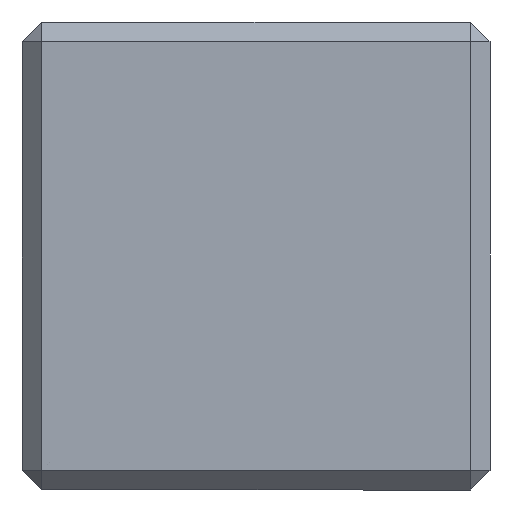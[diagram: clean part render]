
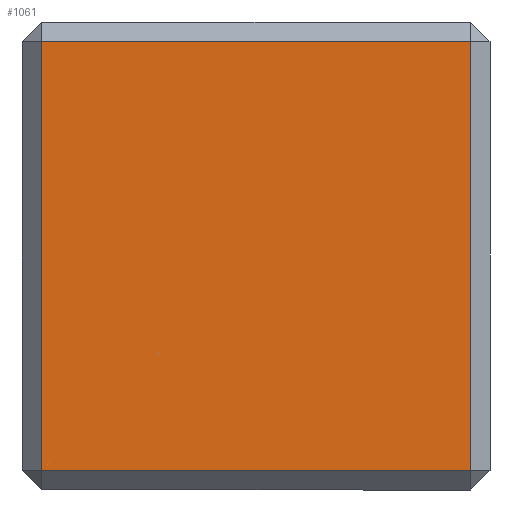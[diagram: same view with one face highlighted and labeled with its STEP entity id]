
A CAD part, front view. The second image highlights one B-rep face of the part: STEP entity #1061.
In plain terms, the highlighted planar face has unit normal (0, -1, 0).
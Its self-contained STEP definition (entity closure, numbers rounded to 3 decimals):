
#2 = DIRECTION ( 'NONE',  ( 0., 0., 1. ) ) ;
#19 = FACE_OUTER_BOUND ( 'NONE', #1049, .T. ) ;
#57 = CARTESIAN_POINT ( 'NONE',  ( 0.5, 0., 0. ) ) ;
#61 = ORIENTED_EDGE ( 'NONE', *, *, #442, .T. ) ;
#141 = LINE ( 'NONE', #1089, #1081 ) ;
#153 = LINE ( 'NONE', #57, #315 ) ;
#176 = CARTESIAN_POINT ( 'NONE',  ( 0., 0., -0.5 ) ) ;
#205 = VERTEX_POINT ( 'NONE', #1279 ) ;
#315 = VECTOR ( 'NONE', #572, 1000. ) ;
#351 = PLANE ( 'NONE',  #504 ) ;
#375 = ORIENTED_EDGE ( 'NONE', *, *, #630, .T. ) ;
#440 = DIRECTION ( 'NONE',  ( 1., 0., 0. ) ) ;
#442 = EDGE_CURVE ( 'NONE', #957, #205, #141, .T. ) ;
#454 = CARTESIAN_POINT ( 'NONE',  ( 0., 0., -11.5 ) ) ;
#471 = DIRECTION ( 'NONE',  ( 0., 1., 0. ) ) ;
#485 = VERTEX_POINT ( 'NONE', #1213 ) ;
#500 = ORIENTED_EDGE ( 'NONE', *, *, #1125, .T. ) ;
#504 = AXIS2_PLACEMENT_3D ( 'NONE', #1044, #471, #1244 ) ;
#572 = DIRECTION ( 'NONE',  ( 0., 0., -1. ) ) ;
#630 = EDGE_CURVE ( 'NONE', #205, #485, #903, .T. ) ;
#728 = LINE ( 'NONE', #454, #885 ) ;
#745 = CARTESIAN_POINT ( 'NONE',  ( 11.5, 0., -11.5 ) ) ;
#805 = VERTEX_POINT ( 'NONE', #1129 ) ;
#834 = EDGE_CURVE ( 'NONE', #805, #957, #728, .T. ) ;
#842 = VECTOR ( 'NONE', #878, 1000. ) ;
#878 = DIRECTION ( 'NONE',  ( -1., 0., 0. ) ) ;
#885 = VECTOR ( 'NONE', #440, 1000. ) ;
#903 = LINE ( 'NONE', #176, #842 ) ;
#955 = ORIENTED_EDGE ( 'NONE', *, *, #834, .T. ) ;
#957 = VERTEX_POINT ( 'NONE', #745 ) ;
#1044 = CARTESIAN_POINT ( 'NONE',  ( 0., 0., 0. ) ) ;
#1049 = EDGE_LOOP ( 'NONE', ( #500, #955, #61, #375 ) ) ;
#1061 = ADVANCED_FACE ( 'NONE', ( #19 ), #351, .F. ) ;
#1081 = VECTOR ( 'NONE', #2, 1000. ) ;
#1089 = CARTESIAN_POINT ( 'NONE',  ( 11.5, 0., 0. ) ) ;
#1125 = EDGE_CURVE ( 'NONE', #485, #805, #153, .T. ) ;
#1129 = CARTESIAN_POINT ( 'NONE',  ( 0.5, 0., -11.5 ) ) ;
#1213 = CARTESIAN_POINT ( 'NONE',  ( 0.5, 0., -0.5 ) ) ;
#1244 = DIRECTION ( 'NONE',  ( 0., 0., 1. ) ) ;
#1279 = CARTESIAN_POINT ( 'NONE',  ( 11.5, 0., -0.5 ) ) ;
